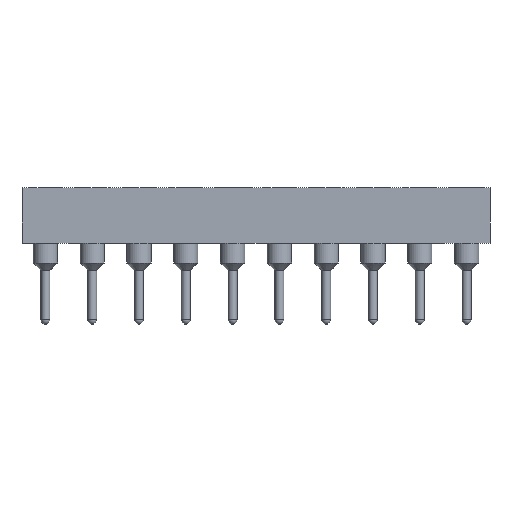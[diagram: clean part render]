
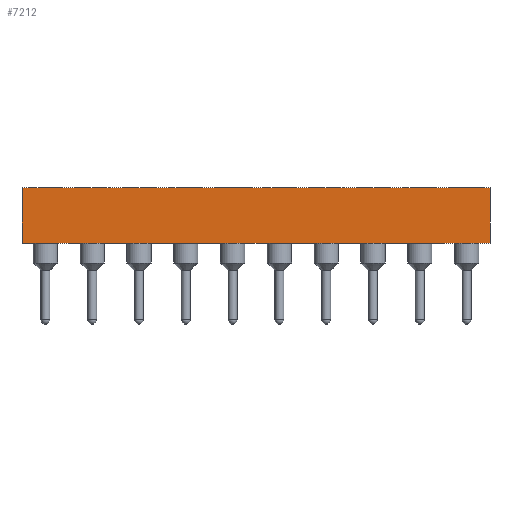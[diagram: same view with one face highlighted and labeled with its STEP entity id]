
A CAD part, front view. The second image highlights one B-rep face of the part: STEP entity #7212.
In plain terms, the highlighted planar face has unit normal (0, -1, 0).
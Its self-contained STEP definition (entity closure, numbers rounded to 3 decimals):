
#7212=ADVANCED_FACE('',(#13527),#13529,.T.);
#13527=FACE_BOUND('',#13528,.T.);
#13528=EDGE_LOOP('',(#16983,#16984,#16985,#16986));
#13529=PLANE('',#13530);
#13530=AXIS2_PLACEMENT_3D('',#13531,#13532,#13533);
#13531=CARTESIAN_POINT('',(1.27,-1.27,1.5));
#13532=DIRECTION('',(0.,-1.,0.));
#13533=DIRECTION('',(0.,0.,1.));
#16983=ORIENTED_EDGE('',*,*,#18565,.F.);
#16984=ORIENTED_EDGE('',*,*,#18522,.F.);
#16985=ORIENTED_EDGE('',*,*,#18559,.T.);
#16986=ORIENTED_EDGE('',*,*,#18580,.T.);
#18522=EDGE_CURVE('',#20926,#20928,#20929,.T.);
#18559=EDGE_CURVE('',#20926,#20999,#21001,.T.);
#18565=EDGE_CURVE('',#20928,#21003,#21011,.T.);
#18580=EDGE_CURVE('',#20999,#21003,#21030,.T.);
#20926=VERTEX_POINT('',#29820);
#20928=VERTEX_POINT('',#29824);
#20929=LINE('',#29825,#29826);
#20999=VERTEX_POINT('',#29988);
#21001=LINE('',#29992,#29993);
#21003=VERTEX_POINT('',#29998);
#21011=LINE('',#30014,#30015);
#21030=LINE('',#30064,#30065);
#29820=CARTESIAN_POINT('',(24.13,-1.27,1.5));
#29824=CARTESIAN_POINT('',(-1.27,-1.27,1.5));
#29825=CARTESIAN_POINT('',(24.13,-1.27,1.5));
#29826=VECTOR('',#29827,1.);
#29827=DIRECTION('',(-1.,0.,0.));
#29988=CARTESIAN_POINT('',(24.13,-1.27,4.5));
#29992=CARTESIAN_POINT('',(24.13,-1.27,1.5));
#29993=VECTOR('',#29994,1.);
#29994=DIRECTION('',(0.,0.,1.));
#29998=CARTESIAN_POINT('',(-1.27,-1.27,4.5));
#30014=CARTESIAN_POINT('',(-1.27,-1.27,1.5));
#30015=VECTOR('',#30016,1.);
#30016=DIRECTION('',(0.,0.,1.));
#30064=CARTESIAN_POINT('',(24.13,-1.27,4.5));
#30065=VECTOR('',#30066,1.);
#30066=DIRECTION('',(-1.,0.,0.));
